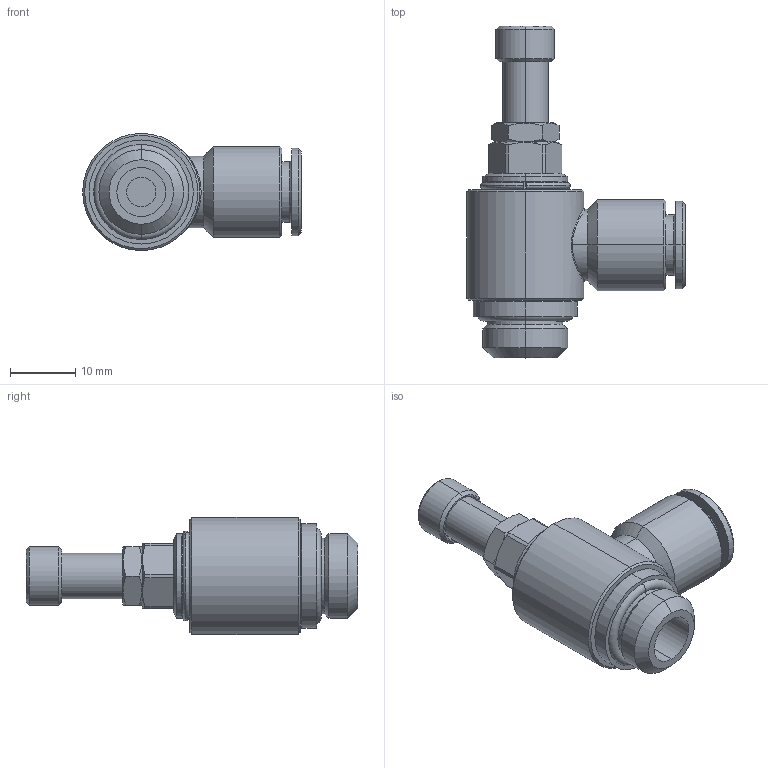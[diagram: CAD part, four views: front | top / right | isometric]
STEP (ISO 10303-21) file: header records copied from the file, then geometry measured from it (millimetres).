
FILE_DESCRIPTION (( 'STEP AP203' ), '1' );
FILE_NAME ('04260C42.STEP', '2010-05-04T06:56:28', ( '' ), ( 'sopra-pneumatic' ), 'SwSTEP 2.0', 'SolidWorks 2009', '' );
FILE_SCHEMA (( 'CONFIG_CONTROL_DESIGN' ));
Length unit declared in the file: millimetre
Products named in the file (1): 04260C42
Bounding box: 33.6 x 51.01 x 18 mm (x, y, z)
Volume: 8270.2 mm3; surface area: 4288.5 mm2
Topology: 2 solids, 4 shells, 121 faces, 251 edges, 152 vertices
Faces by surface type: cylinder 43, plane 38, cone 34, torus 4, bspline 2
Entity records: 4432 total; most frequent: CARTESIAN_POINT 1768, DIRECTION 575, ORIENTED_EDGE 502, EDGE_CURVE 251, AXIS2_PLACEMENT_3D 241, VERTEX_POINT 152, EDGE_LOOP 135, FACE_OUTER_BOUND 121
